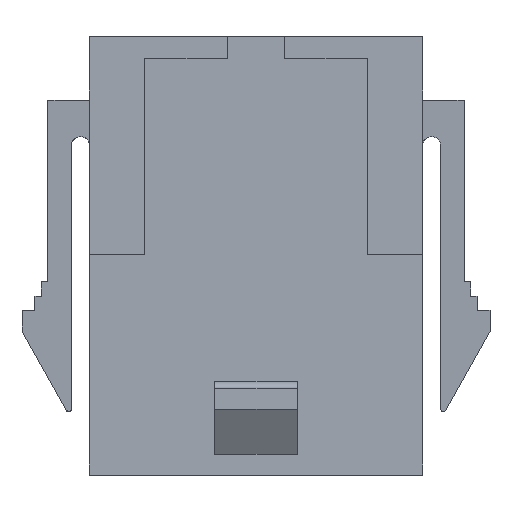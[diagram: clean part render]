
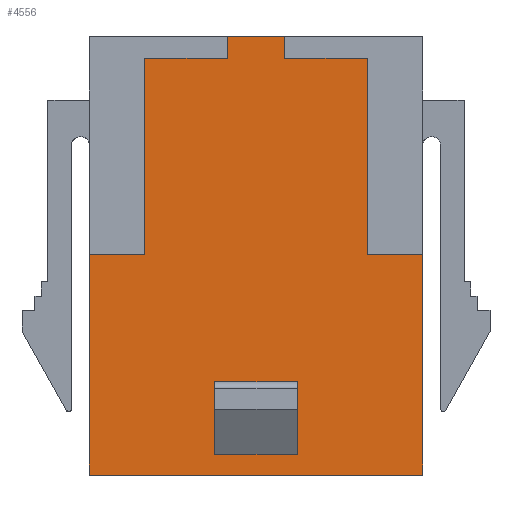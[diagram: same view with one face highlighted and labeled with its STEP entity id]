
A CAD part, top view. The second image highlights one B-rep face of the part: STEP entity #4556.
In plain terms, the highlighted planar face has unit normal (0, 0, 1).
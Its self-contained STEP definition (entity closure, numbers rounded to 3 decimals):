
#394=ORIENTED_EDGE('',*,*,#1665,.F.);
#395=ORIENTED_EDGE('',*,*,#1666,.T.);
#396=ORIENTED_EDGE('',*,*,#1667,.T.);
#397=ORIENTED_EDGE('',*,*,#1668,.F.);
#398=ORIENTED_EDGE('',*,*,#1482,.F.);
#399=ORIENTED_EDGE('',*,*,#1623,.F.);
#400=ORIENTED_EDGE('',*,*,#1664,.F.);
#401=ORIENTED_EDGE('',*,*,#1662,.F.);
#402=ORIENTED_EDGE('',*,*,#1660,.F.);
#403=ORIENTED_EDGE('',*,*,#1658,.F.);
#404=ORIENTED_EDGE('',*,*,#1446,.F.);
#405=ORIENTED_EDGE('',*,*,#1657,.F.);
#406=ORIENTED_EDGE('',*,*,#1655,.F.);
#407=ORIENTED_EDGE('',*,*,#1653,.F.);
#408=ORIENTED_EDGE('',*,*,#1651,.F.);
#409=ORIENTED_EDGE('',*,*,#1635,.F.);
#1446=EDGE_CURVE('',#2102,#2103,#2541,.T.);
#1482=EDGE_CURVE('',#2138,#2136,#2577,.T.);
#1623=EDGE_CURVE('',#2253,#2138,#2718,.T.);
#1635=EDGE_CURVE('',#2136,#2264,#2730,.T.);
#1651=EDGE_CURVE('',#2264,#2276,#2746,.T.);
#1653=EDGE_CURVE('',#2276,#2277,#2748,.T.);
#1655=EDGE_CURVE('',#2277,#2278,#2750,.T.);
#1657=EDGE_CURVE('',#2278,#2102,#2752,.T.);
#1658=EDGE_CURVE('',#2103,#2279,#2753,.T.);
#1660=EDGE_CURVE('',#2279,#2280,#2755,.T.);
#1662=EDGE_CURVE('',#2280,#2281,#2757,.T.);
#1664=EDGE_CURVE('',#2281,#2253,#2759,.T.);
#1665=EDGE_CURVE('',#2282,#2283,#2760,.T.);
#1666=EDGE_CURVE('',#2282,#2284,#2761,.T.);
#1667=EDGE_CURVE('',#2284,#2285,#2762,.T.);
#1668=EDGE_CURVE('',#2283,#2285,#2763,.T.);
#2102=VERTEX_POINT('',#6322);
#2103=VERTEX_POINT('',#6324);
#2136=VERTEX_POINT('',#6391);
#2138=VERTEX_POINT('',#6395);
#2253=VERTEX_POINT('',#6679);
#2264=VERTEX_POINT('',#6704);
#2276=VERTEX_POINT('',#6736);
#2277=VERTEX_POINT('',#6740);
#2278=VERTEX_POINT('',#6744);
#2279=VERTEX_POINT('',#6750);
#2280=VERTEX_POINT('',#6754);
#2281=VERTEX_POINT('',#6758);
#2282=VERTEX_POINT('',#6764);
#2283=VERTEX_POINT('',#6765);
#2284=VERTEX_POINT('',#6767);
#2285=VERTEX_POINT('',#6769);
#2541=LINE('',#6323,#3179);
#2577=LINE('',#6396,#3215);
#2718=LINE('',#6680,#3356);
#2730=LINE('',#6703,#3368);
#2746=LINE('',#6735,#3384);
#2748=LINE('',#6739,#3386);
#2750=LINE('',#6743,#3388);
#2752=LINE('',#6747,#3390);
#2753=LINE('',#6749,#3391);
#2755=LINE('',#6753,#3393);
#2757=LINE('',#6757,#3395);
#2759=LINE('',#6761,#3397);
#2760=LINE('',#6763,#3398);
#2761=LINE('',#6766,#3399);
#2762=LINE('',#6768,#3400);
#2763=LINE('',#6770,#3401);
#3179=VECTOR('',#5108,1000.);
#3215=VECTOR('',#5146,1000.);
#3356=VECTOR('',#5343,1000.);
#3368=VECTOR('',#5357,1000.);
#3384=VECTOR('',#5381,1000.);
#3386=VECTOR('',#5385,1000.);
#3388=VECTOR('',#5389,1000.);
#3390=VECTOR('',#5393,1000.);
#3391=VECTOR('',#5396,1000.);
#3393=VECTOR('',#5400,1000.);
#3395=VECTOR('',#5404,1000.);
#3397=VECTOR('',#5408,1000.);
#3398=VECTOR('',#5411,1000.);
#3399=VECTOR('',#5412,1000.);
#3400=VECTOR('',#5413,1000.);
#3401=VECTOR('',#5414,1000.);
#3823=EDGE_LOOP('',(#394,#395,#396,#397));
#3824=EDGE_LOOP('',(#398,#399,#400,#401,#402,#403,#404,#405,#406,#407,#408,
#409));
#4080=FACE_BOUND('',#3823,.T.);
#4081=FACE_BOUND('',#3824,.T.);
#4327=PLANE('',#4813);
#4556=ADVANCED_FACE('',(#4080,#4081),#4327,.F.);
#4813=AXIS2_PLACEMENT_3D('',#6762,#5409,#5410);
#5108=DIRECTION('',(1.,0.,0.));
#5146=DIRECTION('',(-1.,0.,0.));
#5343=DIRECTION('',(0.,-1.,0.));
#5357=DIRECTION('',(0.,1.,0.));
#5381=DIRECTION('',(1.,0.,0.));
#5385=DIRECTION('',(0.,1.,0.));
#5389=DIRECTION('',(1.,0.,0.));
#5393=DIRECTION('',(0.,1.,0.));
#5396=DIRECTION('',(0.,-1.,0.));
#5400=DIRECTION('',(1.,0.,0.));
#5404=DIRECTION('',(0.,-1.,0.));
#5408=DIRECTION('',(1.,0.,0.));
#5409=DIRECTION('',(0.,0.,-1.));
#5410=DIRECTION('',(-1.,0.,0.));
#5411=DIRECTION('',(-1.,0.,0.));
#5412=DIRECTION('',(0.,-1.,0.));
#5413=DIRECTION('',(-1.,0.,0.));
#5414=DIRECTION('',(0.,-1.,0.));
#6322=CARTESIAN_POINT('',(-1.1,8.45,1.935));
#6323=CARTESIAN_POINT('',(-1.1,8.45,1.935));
#6324=CARTESIAN_POINT('',(1.1,8.45,1.935));
#6391=CARTESIAN_POINT('',(-6.425,-8.45,1.935));
#6395=CARTESIAN_POINT('',(6.425,-8.45,1.935));
#6396=CARTESIAN_POINT('',(6.425,-8.45,1.935));
#6679=CARTESIAN_POINT('',(6.425,0.05,1.935));
#6680=CARTESIAN_POINT('',(6.425,0.05,1.935));
#6703=CARTESIAN_POINT('',(-6.425,-8.45,1.935));
#6704=CARTESIAN_POINT('',(-6.425,0.05,1.935));
#6735=CARTESIAN_POINT('',(-6.425,0.05,1.935));
#6736=CARTESIAN_POINT('',(-4.3,0.05,1.935));
#6739=CARTESIAN_POINT('',(-4.3,0.05,1.935));
#6740=CARTESIAN_POINT('',(-4.3,7.624,1.935));
#6743=CARTESIAN_POINT('',(-4.3,7.624,1.935));
#6744=CARTESIAN_POINT('',(-1.1,7.624,1.935));
#6747=CARTESIAN_POINT('',(-1.1,7.624,1.935));
#6749=CARTESIAN_POINT('',(1.1,8.45,1.935));
#6750=CARTESIAN_POINT('',(1.1,7.624,1.935));
#6753=CARTESIAN_POINT('',(1.1,7.624,1.935));
#6754=CARTESIAN_POINT('',(4.3,7.624,1.935));
#6757=CARTESIAN_POINT('',(4.3,7.624,1.935));
#6758=CARTESIAN_POINT('',(4.3,0.05,1.935));
#6761=CARTESIAN_POINT('',(4.3,0.05,1.935));
#6762=CARTESIAN_POINT('',(0.,0.,1.935));
#6763=CARTESIAN_POINT('',(1.59,-4.85,1.935));
#6764=CARTESIAN_POINT('',(1.59,-4.85,1.935));
#6765=CARTESIAN_POINT('',(-1.59,-4.85,1.935));
#6766=CARTESIAN_POINT('',(1.59,-7.65,1.935));
#6767=CARTESIAN_POINT('',(1.59,-7.65,1.935));
#6768=CARTESIAN_POINT('',(1.59,-7.65,1.935));
#6769=CARTESIAN_POINT('',(-1.59,-7.65,1.935));
#6770=CARTESIAN_POINT('',(-1.59,-7.65,1.935));
